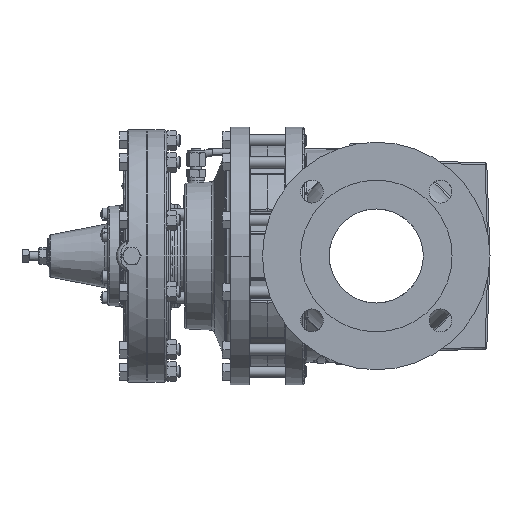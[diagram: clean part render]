
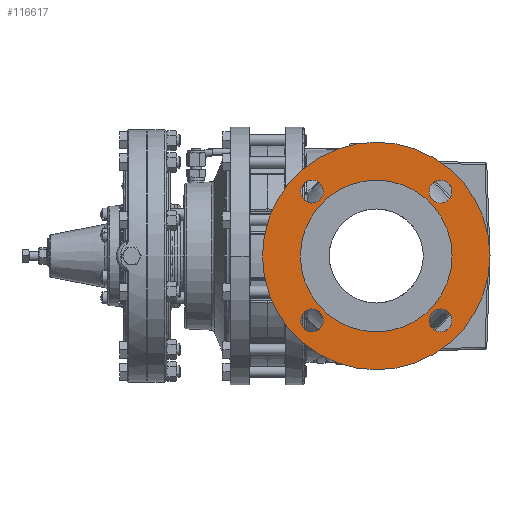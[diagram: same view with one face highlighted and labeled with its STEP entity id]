
A CAD part, left-side view. The second image highlights one B-rep face of the part: STEP entity #116617.
In plain terms, the highlighted planar face has unit normal (-1, 0, 0).
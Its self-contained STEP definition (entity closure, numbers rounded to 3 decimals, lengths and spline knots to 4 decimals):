
#1114 = DIRECTION ( 'NONE',  ( -1., 0., 0. ) ) ;
#4348 = AXIS2_PLACEMENT_3D ( 'NONE', #33414, #6524, #101987 ) ;
#4527 = DIRECTION ( 'NONE',  ( 0., 0., 1. ) ) ;
#5042 = CIRCLE ( 'NONE', #51264, 0.375 ) ;
#6524 = DIRECTION ( 'NONE',  ( -1., 0., 0. ) ) ;
#7810 = CIRCLE ( 'NONE', #52156, 3.75 ) ;
#8763 = EDGE_CURVE ( 'NONE', #27656, #116424, #50236, .T. ) ;
#11781 = DIRECTION ( 'NONE',  ( -1., 0., 0. ) ) ;
#12256 = EDGE_LOOP ( 'NONE', ( #117271, #78976 ) ) ;
#13941 = AXIS2_PLACEMENT_3D ( 'NONE', #19948, #115428, #33731 ) ;
#15970 = ORIENTED_EDGE ( 'NONE', *, *, #42699, .T. ) ;
#17698 = VERTEX_POINT ( 'NONE', #111371 ) ;
#19803 = FACE_BOUND ( 'NONE', #12256, .T. ) ;
#19948 = CARTESIAN_POINT ( 'NONE',  ( -6.0315, 2.1213, 2.1213 ) ) ;
#20000 = DIRECTION ( 'NONE',  ( -1., 0., 0. ) ) ;
#22671 = ORIENTED_EDGE ( 'NONE', *, *, #95977, .T. ) ;
#22892 = CIRCLE ( 'NONE', #28951, 0.375 ) ;
#24100 = FACE_BOUND ( 'NONE', #70884, .T. ) ;
#25497 = VERTEX_POINT ( 'NONE', #146518 ) ;
#25668 = AXIS2_PLACEMENT_3D ( 'NONE', #82860, #1114, #96572 ) ;
#27656 = VERTEX_POINT ( 'NONE', #163512 ) ;
#28951 = AXIS2_PLACEMENT_3D ( 'NONE', #43920, #139340, #57664 ) ;
#32446 = CIRCLE ( 'NONE', #72272, 0.375 ) ;
#33266 = AXIS2_PLACEMENT_3D ( 'NONE', #168010, #86275, #4527 ) ;
#33414 = CARTESIAN_POINT ( 'NONE',  ( -6.0315, 0., 0. ) ) ;
#33731 = DIRECTION ( 'NONE',  ( 0., 0., 1. ) ) ;
#38155 = CARTESIAN_POINT ( 'NONE',  ( -6.0315, 0., 2.5 ) ) ;
#38596 = CARTESIAN_POINT ( 'NONE',  ( -6.0315, 2.1213, 1.7463 ) ) ;
#39955 = ORIENTED_EDGE ( 'NONE', *, *, #135528, .T. ) ;
#40156 = CARTESIAN_POINT ( 'NONE',  ( -6.0315, -2.1213, -2.1213 ) ) ;
#42699 = EDGE_CURVE ( 'NONE', #105827, #25497, #107599, .T. ) ;
#42976 = CIRCLE ( 'NONE', #70171, 0.375 ) ;
#43920 = CARTESIAN_POINT ( 'NONE',  ( -6.0315, -2.1213, -2.1213 ) ) ;
#44708 = VERTEX_POINT ( 'NONE', #108429 ) ;
#45037 = VERTEX_POINT ( 'NONE', #38596 ) ;
#46023 = DIRECTION ( 'NONE',  ( -1., 0., 0. ) ) ;
#46787 = VERTEX_POINT ( 'NONE', #48665 ) ;
#48665 = CARTESIAN_POINT ( 'NONE',  ( -6.0315, 0., -2.5 ) ) ;
#50236 = CIRCLE ( 'NONE', #116161, 0.375 ) ;
#51264 = AXIS2_PLACEMENT_3D ( 'NONE', #40156, #135577, #53899 ) ;
#51617 = DIRECTION ( 'NONE',  ( 1., 0., 0. ) ) ;
#51926 = FACE_OUTER_BOUND ( 'NONE', #75168, .T. ) ;
#52156 = AXIS2_PLACEMENT_3D ( 'NONE', #127729, #46023, #141442 ) ;
#52474 = CARTESIAN_POINT ( 'NONE',  ( -6.0315, -3.75, 0. ) ) ;
#52591 = AXIS2_PLACEMENT_3D ( 'NONE', #101757, #20000, #115485 ) ;
#53899 = DIRECTION ( 'NONE',  ( 0., 0., 1. ) ) ;
#55264 = AXIS2_PLACEMENT_3D ( 'NONE', #93502, #11781, #107231 ) ;
#57664 = DIRECTION ( 'NONE',  ( 0., 0., 1. ) ) ;
#60944 = PLANE ( 'NONE',  #4348 ) ;
#62405 = DIRECTION ( 'NONE',  ( 1., 0., 0. ) ) ;
#62783 = CARTESIAN_POINT ( 'NONE',  ( -6.0315, 2.1213, -2.1213 ) ) ;
#65581 = EDGE_CURVE ( 'NONE', #116752, #46787, #103322, .T. ) ;
#66081 = CARTESIAN_POINT ( 'NONE',  ( -6.0315, -2.1213, -1.7463 ) ) ;
#68359 = AXIS2_PLACEMENT_3D ( 'NONE', #133296, #51617, #147008 ) ;
#70171 = AXIS2_PLACEMENT_3D ( 'NONE', #152172, #70472, #165836 ) ;
#70212 = ORIENTED_EDGE ( 'NONE', *, *, #129836, .F. ) ;
#70472 = DIRECTION ( 'NONE',  ( 1., 0., 0. ) ) ;
#70884 = EDGE_LOOP ( 'NONE', ( #39955, #125409 ) ) ;
#72272 = AXIS2_PLACEMENT_3D ( 'NONE', #144048, #62405, #157806 ) ;
#72712 = EDGE_LOOP ( 'NONE', ( #86024, #22671 ) ) ;
#75168 = EDGE_LOOP ( 'NONE', ( #118492, #15970 ) ) ;
#76466 = DIRECTION ( 'NONE',  ( 0., 0., 1. ) ) ;
#78976 = ORIENTED_EDGE ( 'NONE', *, *, #159808, .T. ) ;
#82860 = CARTESIAN_POINT ( 'NONE',  ( -6.0315, 0., 0. ) ) ;
#82962 = CARTESIAN_POINT ( 'NONE',  ( -6.0315, 2.1213, -1.7463 ) ) ;
#85954 = CIRCLE ( 'NONE', #13941, 0.375 ) ;
#86024 = ORIENTED_EDGE ( 'NONE', *, *, #106020, .T. ) ;
#86275 = DIRECTION ( 'NONE',  ( 1., 0., 0. ) ) ;
#86960 = EDGE_CURVE ( 'NONE', #25497, #105827, #7810, .T. ) ;
#88133 = FACE_BOUND ( 'NONE', #171759, .T. ) ;
#92322 = ORIENTED_EDGE ( 'NONE', *, *, #166770, .T. ) ;
#93502 = CARTESIAN_POINT ( 'NONE',  ( -6.0315, 0., 0. ) ) ;
#93813 = EDGE_CURVE ( 'NONE', #17698, #45037, #32446, .T. ) ;
#94654 = VERTEX_POINT ( 'NONE', #153806 ) ;
#95256 = CIRCLE ( 'NONE', #33266, 0.375 ) ;
#95977 = EDGE_CURVE ( 'NONE', #94654, #101352, #42976, .T. ) ;
#96572 = DIRECTION ( 'NONE',  ( 0., 0., 1. ) ) ;
#96774 = VERTEX_POINT ( 'NONE', #66081 ) ;
#101352 = VERTEX_POINT ( 'NONE', #123726 ) ;
#101757 = CARTESIAN_POINT ( 'NONE',  ( -6.0315, 0., 0. ) ) ;
#101987 = DIRECTION ( 'NONE',  ( 0., 0., 1. ) ) ;
#103322 = CIRCLE ( 'NONE', #55264, 2.5 ) ;
#105416 = ORIENTED_EDGE ( 'NONE', *, *, #8763, .T. ) ;
#105827 = VERTEX_POINT ( 'NONE', #52474 ) ;
#106020 = EDGE_CURVE ( 'NONE', #101352, #94654, #95256, .T. ) ;
#107231 = DIRECTION ( 'NONE',  ( 0., 0., 1. ) ) ;
#107599 = CIRCLE ( 'NONE', #25668, 3.75 ) ;
#108429 = CARTESIAN_POINT ( 'NONE',  ( -6.0315, -2.1213, -2.4963 ) ) ;
#111371 = CARTESIAN_POINT ( 'NONE',  ( -6.0315, 2.1213, 2.4963 ) ) ;
#115428 = DIRECTION ( 'NONE',  ( 1., 0., 0. ) ) ;
#115485 = DIRECTION ( 'NONE',  ( 0., 0., 1. ) ) ;
#115591 = EDGE_CURVE ( 'NONE', #44708, #96774, #5042, .T. ) ;
#116161 = AXIS2_PLACEMENT_3D ( 'NONE', #62783, #158213, #76466 ) ;
#116424 = VERTEX_POINT ( 'NONE', #82962 ) ;
#116617 = ADVANCED_FACE ( 'NONE', ( #24100, #124428, #19803, #160772, #88133, #51926 ), #60944, .T. ) ;
#116752 = VERTEX_POINT ( 'NONE', #38155 ) ;
#117271 = ORIENTED_EDGE ( 'NONE', *, *, #93813, .T. ) ;
#118492 = ORIENTED_EDGE ( 'NONE', *, *, #86960, .T. ) ;
#123726 = CARTESIAN_POINT ( 'NONE',  ( -6.0315, -2.1213, 2.4963 ) ) ;
#124428 = FACE_BOUND ( 'NONE', #72712, .T. ) ;
#125409 = ORIENTED_EDGE ( 'NONE', *, *, #115591, .T. ) ;
#127729 = CARTESIAN_POINT ( 'NONE',  ( -6.0315, 0., 0. ) ) ;
#129836 = EDGE_CURVE ( 'NONE', #46787, #116752, #145667, .T. ) ;
#133296 = CARTESIAN_POINT ( 'NONE',  ( -6.0315, 2.1213, -2.1213 ) ) ;
#135528 = EDGE_CURVE ( 'NONE', #96774, #44708, #22892, .T. ) ;
#135577 = DIRECTION ( 'NONE',  ( 1., 0., 0. ) ) ;
#139340 = DIRECTION ( 'NONE',  ( 1., 0., 0. ) ) ;
#141442 = DIRECTION ( 'NONE',  ( 0., 0., 1. ) ) ;
#144048 = CARTESIAN_POINT ( 'NONE',  ( -6.0315, 2.1213, 2.1213 ) ) ;
#145667 = CIRCLE ( 'NONE', #52591, 2.5 ) ;
#146518 = CARTESIAN_POINT ( 'NONE',  ( -6.0315, 3.75, 0. ) ) ;
#147008 = DIRECTION ( 'NONE',  ( 0., 0., 1. ) ) ;
#150060 = ORIENTED_EDGE ( 'NONE', *, *, #65581, .F. ) ;
#152172 = CARTESIAN_POINT ( 'NONE',  ( -6.0315, -2.1213, 2.1213 ) ) ;
#153806 = CARTESIAN_POINT ( 'NONE',  ( -6.0315, -2.1213, 1.7463 ) ) ;
#157806 = DIRECTION ( 'NONE',  ( 0., 0., 1. ) ) ;
#158213 = DIRECTION ( 'NONE',  ( 1., 0., 0. ) ) ;
#159808 = EDGE_CURVE ( 'NONE', #45037, #17698, #85954, .T. ) ;
#160772 = FACE_BOUND ( 'NONE', #163490, .T. ) ;
#163490 = EDGE_LOOP ( 'NONE', ( #92322, #105416 ) ) ;
#163512 = CARTESIAN_POINT ( 'NONE',  ( -6.0315, 2.1213, -2.4963 ) ) ;
#165240 = CIRCLE ( 'NONE', #68359, 0.375 ) ;
#165836 = DIRECTION ( 'NONE',  ( 0., 0., 1. ) ) ;
#166770 = EDGE_CURVE ( 'NONE', #116424, #27656, #165240, .T. ) ;
#168010 = CARTESIAN_POINT ( 'NONE',  ( -6.0315, -2.1213, 2.1213 ) ) ;
#171759 = EDGE_LOOP ( 'NONE', ( #150060, #70212 ) ) ;
